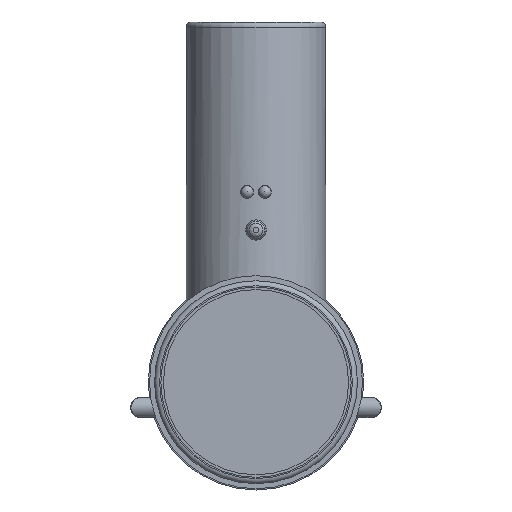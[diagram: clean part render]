
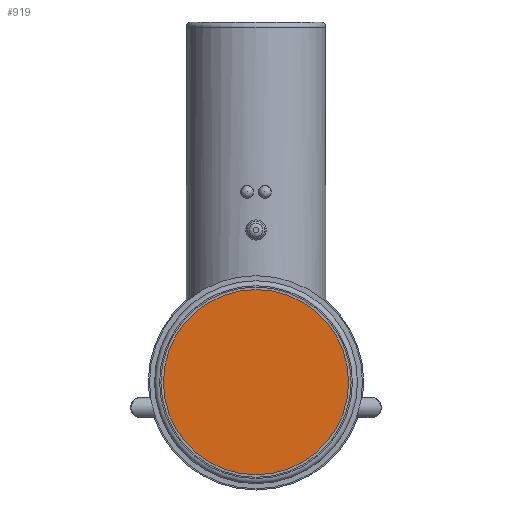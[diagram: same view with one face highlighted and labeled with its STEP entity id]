
A CAD part, front view. The second image highlights one B-rep face of the part: STEP entity #919.
In plain terms, the highlighted planar face has unit normal (0, -1, 0).
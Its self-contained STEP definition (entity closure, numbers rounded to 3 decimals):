
#117=PLANE('',#1021);
#222=FACE_OUTER_BOUND('',#294,.T.);
#294=EDGE_LOOP('',(#675));
#383=CIRCLE('',#1022,36.5);
#441=VERTEX_POINT('',#1411);
#535=EDGE_CURVE('',#441,#441,#383,.T.);
#675=ORIENTED_EDGE('',*,*,#535,.F.);
#919=ADVANCED_FACE('',(#222),#117,.F.);
#1021=AXIS2_PLACEMENT_3D('',#1410,#1159,#1160);
#1022=AXIS2_PLACEMENT_3D('',#1412,#1161,#1162);
#1159=DIRECTION('center_axis',(0.,1.,0.));
#1160=DIRECTION('ref_axis',(-1.,0.,0.));
#1161=DIRECTION('center_axis',(0.,1.,0.));
#1162=DIRECTION('ref_axis',(1.,0.,0.));
#1410=CARTESIAN_POINT('Origin',(0.,10.,0.));
#1411=CARTESIAN_POINT('',(-36.5,10.,0.));
#1412=CARTESIAN_POINT('Origin',(0.,10.,0.));
